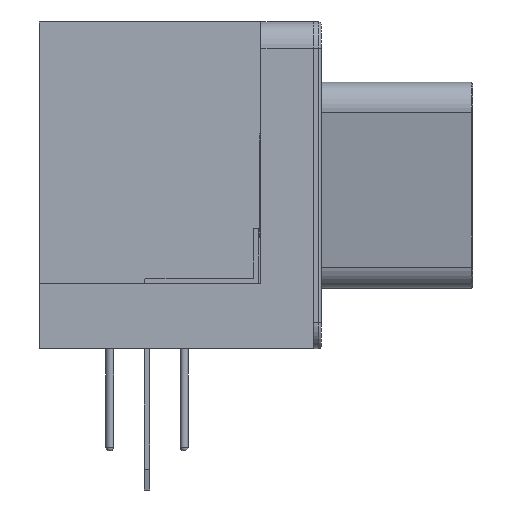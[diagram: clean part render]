
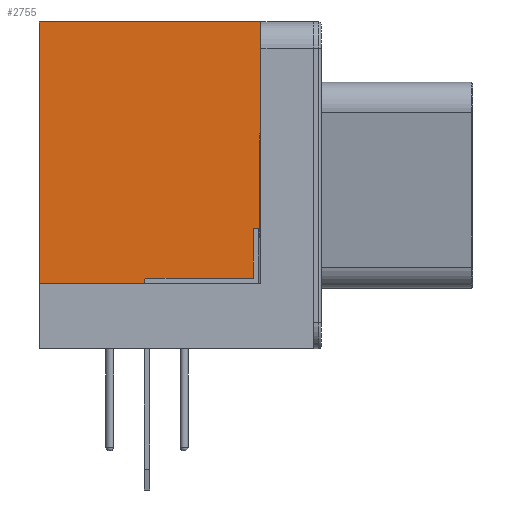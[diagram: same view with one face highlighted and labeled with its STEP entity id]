
A CAD part, left-side view. The second image highlights one B-rep face of the part: STEP entity #2755.
In plain terms, the highlighted planar face has unit normal (-1, 0, 0).
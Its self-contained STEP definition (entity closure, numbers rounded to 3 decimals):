
#2180 = VERTEX_POINT('',#2181);
#2181 = CARTESIAN_POINT('',(-4.36,2.7,12.5));
#2187 = EDGE_CURVE('',#2188,#2180,#2190,.T.);
#2188 = VERTEX_POINT('',#2189);
#2189 = CARTESIAN_POINT('',(-4.36,-5.78,12.5));
#2190 = LINE('',#2191,#2192);
#2191 = CARTESIAN_POINT('',(-4.36,-6.78,12.5));
#2192 = VECTOR('',#2193,1.);
#2193 = DIRECTION('',(0.,1.,0.));
#2685 = EDGE_CURVE('',#2686,#2180,#2688,.T.);
#2686 = VERTEX_POINT('',#2687);
#2687 = CARTESIAN_POINT('',(-4.36,2.7,2.5));
#2688 = LINE('',#2689,#2690);
#2689 = CARTESIAN_POINT('',(-4.36,2.7,4.375));
#2690 = VECTOR('',#2691,1.);
#2691 = DIRECTION('',(0.,0.,1.));
#2713 = VERTEX_POINT('',#2714);
#2714 = CARTESIAN_POINT('',(-4.36,-5.78,2.5));
#2720 = EDGE_CURVE('',#2713,#2188,#2721,.T.);
#2721 = LINE('',#2722,#2723);
#2722 = CARTESIAN_POINT('',(-4.36,-5.78,2.5));
#2723 = VECTOR('',#2724,1.);
#2724 = DIRECTION('',(0.,0.,1.));
#2755 = ADVANCED_FACE('',(#2756),#2767,.F.);
#2756 = FACE_BOUND('',#2757,.F.);
#2757 = EDGE_LOOP('',(#2758,#2759,#2765,#2766));
#2758 = ORIENTED_EDGE('',*,*,#2720,.F.);
#2759 = ORIENTED_EDGE('',*,*,#2760,.T.);
#2760 = EDGE_CURVE('',#2713,#2686,#2761,.T.);
#2761 = LINE('',#2762,#2763);
#2762 = CARTESIAN_POINT('',(-4.36,-5.78,2.5));
#2763 = VECTOR('',#2764,1.);
#2764 = DIRECTION('',(0.,1.,0.));
#2765 = ORIENTED_EDGE('',*,*,#2685,.T.);
#2766 = ORIENTED_EDGE('',*,*,#2187,.F.);
#2767 = PLANE('',#2768);
#2768 = AXIS2_PLACEMENT_3D('',#2769,#2770,#2771);
#2769 = CARTESIAN_POINT('',(-4.36,-5.78,2.5));
#2770 = DIRECTION('',(1.,0.,0.));
#2771 = DIRECTION('',(0.,0.,1.));
